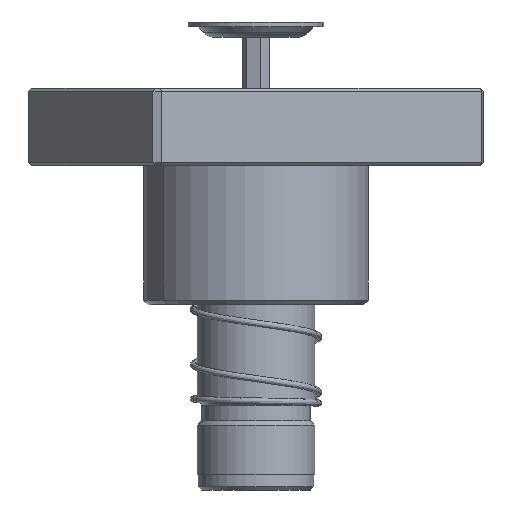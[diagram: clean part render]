
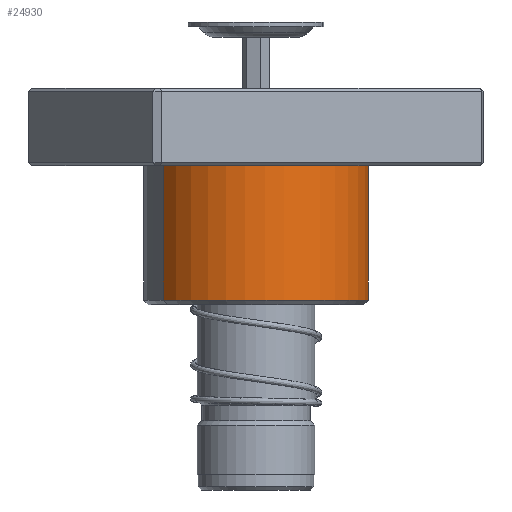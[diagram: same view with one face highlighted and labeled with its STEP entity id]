
A CAD part, front view. The second image highlights one B-rep face of the part: STEP entity #24930.
In plain terms, the highlighted cylindrical face has radius 36.5 mm (diameter 73 mm), a partial arc.
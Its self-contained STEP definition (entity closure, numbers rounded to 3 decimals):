
#1030 = AXIS2_PLACEMENT_3D ( 'NONE', #13884, #45106, #49173 ) ;
#2305 = CARTESIAN_POINT ( 'NONE',  ( 0., 0., 68.5 ) ) ;
#3861 = CARTESIAN_POINT ( 'NONE',  ( -36.5, 0., 68.5 ) ) ;
#4595 = EDGE_CURVE ( 'NONE', #44922, #36783, #24838, .T. ) ;
#5096 = CARTESIAN_POINT ( 'NONE',  ( 0., -36.5, 25. ) ) ;
#5545 = DIRECTION ( 'NONE',  ( -1., 0., 0. ) ) ;
#6192 = EDGE_CURVE ( 'NONE', #15765, #15738, #24742, .T. ) ;
#6748 = CARTESIAN_POINT ( 'NONE',  ( 0., 0., 25. ) ) ;
#8226 = EDGE_CURVE ( 'NONE', #40956, #44922, #19216, .T. ) ;
#9940 = DIRECTION ( 'NONE',  ( 0., 0., -1. ) ) ;
#10570 = CIRCLE ( 'NONE', #24737, 36.5 ) ;
#12860 = CARTESIAN_POINT ( 'NONE',  ( 36.5, 0., 68.5 ) ) ;
#12995 = CARTESIAN_POINT ( 'NONE',  ( 0., 0., 70. ) ) ;
#13884 = CARTESIAN_POINT ( 'NONE',  ( 0., 0., 25. ) ) ;
#14876 = DIRECTION ( 'NONE',  ( 1., 0., 0. ) ) ;
#15151 = ORIENTED_EDGE ( 'NONE', *, *, #43700, .T. ) ;
#15738 = VERTEX_POINT ( 'NONE', #31741 ) ;
#15765 = VERTEX_POINT ( 'NONE', #12860 ) ;
#16970 = CIRCLE ( 'NONE', #1030, 36.5 ) ;
#17186 = DIRECTION ( 'NONE',  ( 0., 0., -1. ) ) ;
#17748 = ORIENTED_EDGE ( 'NONE', *, *, #21584, .T. ) ;
#18155 = CARTESIAN_POINT ( 'NONE',  ( -36.5, 0., 25. ) ) ;
#19216 = LINE ( 'NONE', #43023, #27738 ) ;
#20717 = CYLINDRICAL_SURFACE ( 'NONE', #28345, 36.5 ) ;
#21129 = DIRECTION ( 'NONE',  ( 1., 0., 0. ) ) ;
#21584 = EDGE_CURVE ( 'NONE', #15765, #40956, #10570, .T. ) ;
#23663 = ORIENTED_EDGE ( 'NONE', *, *, #4595, .T. ) ;
#24737 = AXIS2_PLACEMENT_3D ( 'NONE', #2305, #9940, #21129 ) ;
#24742 = LINE ( 'NONE', #36925, #34520 ) ;
#24838 = CIRCLE ( 'NONE', #33205, 36.5 ) ;
#24930 = ADVANCED_FACE ( 'NONE', ( #29261 ), #20717, .T. ) ;
#27629 = EDGE_LOOP ( 'NONE', ( #30112, #17748, #30444, #23663, #15151 ) ) ;
#27738 = VECTOR ( 'NONE', #30822, 1000. ) ;
#28345 = AXIS2_PLACEMENT_3D ( 'NONE', #12995, #44066, #5545 ) ;
#29261 = FACE_OUTER_BOUND ( 'NONE', #27629, .T. ) ;
#30112 = ORIENTED_EDGE ( 'NONE', *, *, #6192, .F. ) ;
#30444 = ORIENTED_EDGE ( 'NONE', *, *, #8226, .T. ) ;
#30822 = DIRECTION ( 'NONE',  ( 0., 0., -1. ) ) ;
#31741 = CARTESIAN_POINT ( 'NONE',  ( 36.5, 0., 25. ) ) ;
#33205 = AXIS2_PLACEMENT_3D ( 'NONE', #6748, #49340, #14876 ) ;
#34520 = VECTOR ( 'NONE', #17186, 1000. ) ;
#36783 = VERTEX_POINT ( 'NONE', #5096 ) ;
#36925 = CARTESIAN_POINT ( 'NONE',  ( 36.5, 0., 70. ) ) ;
#40956 = VERTEX_POINT ( 'NONE', #3861 ) ;
#43023 = CARTESIAN_POINT ( 'NONE',  ( -36.5, 0., 70. ) ) ;
#43700 = EDGE_CURVE ( 'NONE', #36783, #15738, #16970, .T. ) ;
#44066 = DIRECTION ( 'NONE',  ( 0., 0., -1. ) ) ;
#44922 = VERTEX_POINT ( 'NONE', #18155 ) ;
#45106 = DIRECTION ( 'NONE',  ( 0., 0., 1. ) ) ;
#49173 = DIRECTION ( 'NONE',  ( 1., 0., 0. ) ) ;
#49340 = DIRECTION ( 'NONE',  ( 0., 0., 1. ) ) ;
